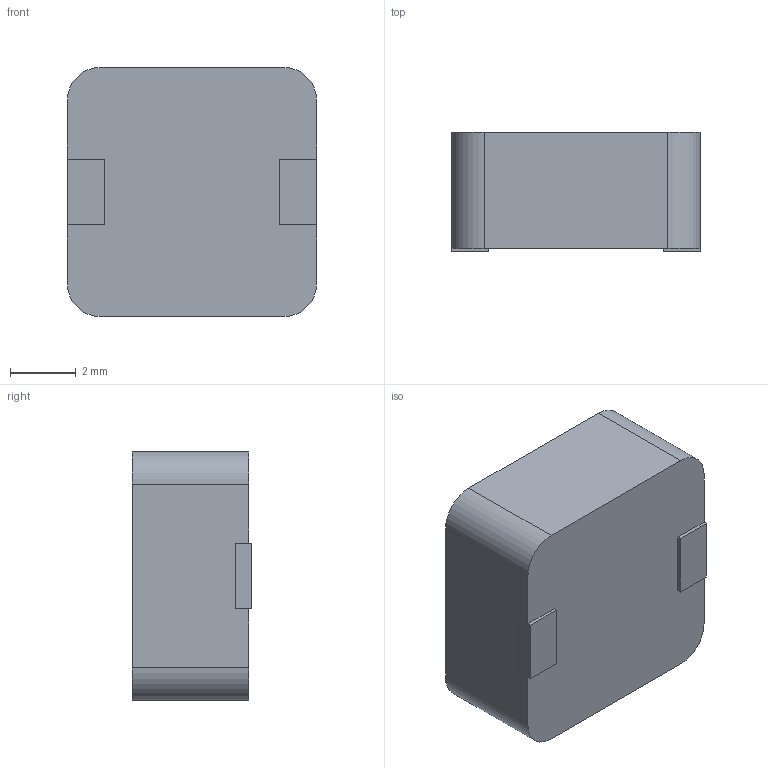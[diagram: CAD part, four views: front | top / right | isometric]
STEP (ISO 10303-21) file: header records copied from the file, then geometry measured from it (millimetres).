
FILE_DESCRIPTION (( 'STEP AP214' ), '1' );
FILE_NAME ('DR73-680-R.STEP', '2022-09-16T04:16:35', ( '' ), ( '' ), 'SwSTEP 2.0', 'SolidWorks 2018', '' );
FILE_SCHEMA (( 'AUTOMOTIVE_DESIGN' ));
Length unit declared in the file: millimetre
Products named in the file (1): DR73-680-R
Bounding box: 7.6 x 3.65 x 7.6 mm (x, y, z)
Volume: 196 mm3; surface area: 237.3 mm2
Topology: 1 solids, 1 shells, 41 faces, 111 edges, 74 vertices
Faces by surface type: plane 30, cylinder 11
Entity records: 1431 total; most frequent: CARTESIAN_POINT 227, ORIENTED_EDGE 222, DIRECTION 217, EDGE_CURVE 111, VECTOR 89, LINE 89, VERTEX_POINT 74, AXIS2_PLACEMENT_3D 64
